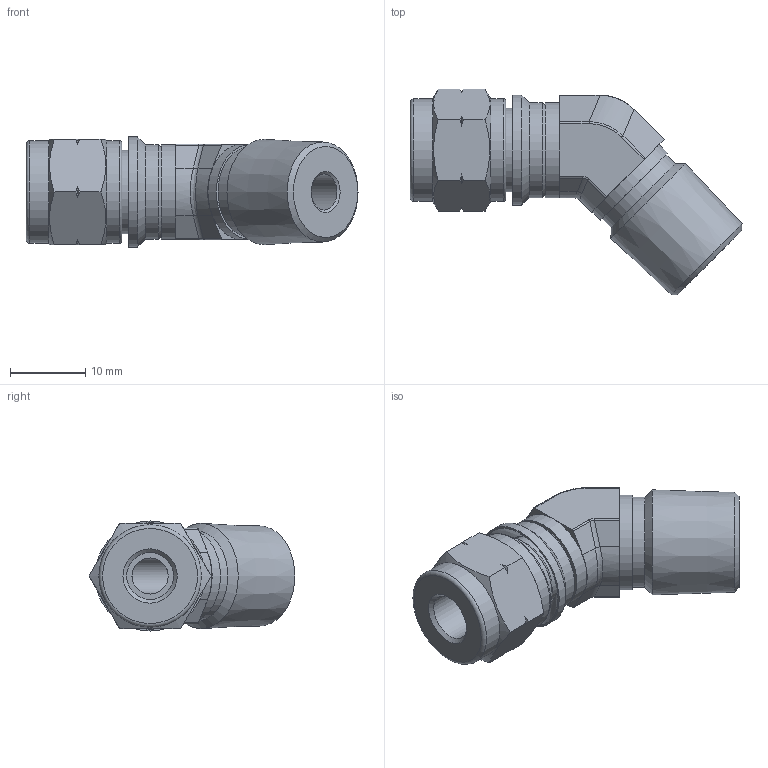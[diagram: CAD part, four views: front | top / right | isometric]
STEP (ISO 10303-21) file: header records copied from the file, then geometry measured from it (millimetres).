
FILE_DESCRIPTION(/* description */ (''),/* implementation_level */ '2;1');
FILE_NAME(/* name */ 'SHMEI-6M-4N.stp',/* time_stamp */ '2022-05-10T11:51:59+09:00',/* author */ ('user'),/* organization */ (''),/* preprocessor_version */ 'ST-DEVELOPER v18.1',/* originating_system */ 'Autodesk Inventor 2022',/* authorisation */ '');
FILE_SCHEMA (('AUTOMOTIVE_DESIGN { 1 0 10303 214 3 1 1 }'));
Length unit declared in the file: millimetre
Products named in the file (1): SHME-6M-4N
Bounding box: 44.05 x 27.29 x 14.6 mm (x, y, z)
Volume: 5447.8 mm3; surface area: 3479.9 mm2
Topology: 1 solids, 1 shells, 87 faces, 200 edges, 123 vertices
Faces by surface type: cylinder 29, plane 26, cone 24, bspline 6, torus 2
Full cylindrical faces by diameter (mm): 4.8 x2, 6.2 x1, 9.3 x1, 9.8 x1, 11.112 x1, 12 x1, 12.6 x2, 12.605 x1, 13.6 x2, 14.6 x1
Entity records: 2554 total; most frequent: CARTESIAN_POINT 597, DIRECTION 411, ORIENTED_EDGE 400, EDGE_CURVE 200, AXIS2_PLACEMENT_3D 165, VERTEX_POINT 123, EDGE_LOOP 97, FACE_OUTER_BOUND 87
